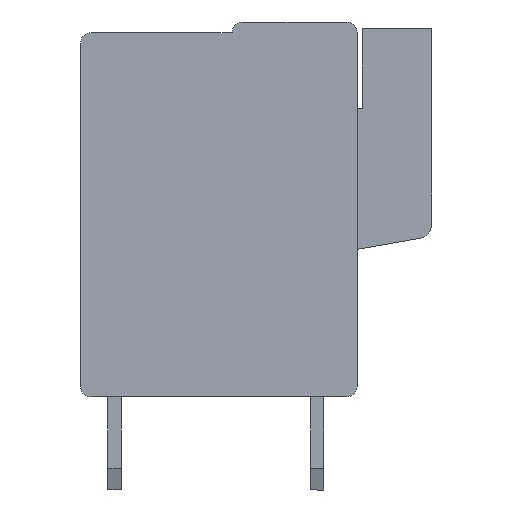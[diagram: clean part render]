
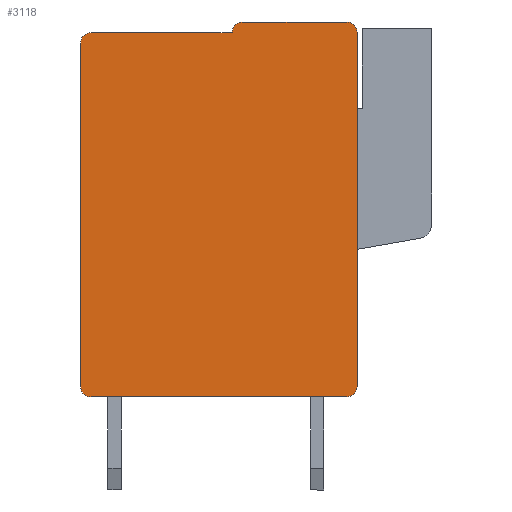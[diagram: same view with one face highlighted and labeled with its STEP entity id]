
A CAD part, left-side view. The second image highlights one B-rep face of the part: STEP entity #3118.
In plain terms, the highlighted planar face has unit normal (-1, 0, 0).
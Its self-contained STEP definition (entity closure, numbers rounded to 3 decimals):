
#62 = CARTESIAN_POINT ( 'NONE',  ( -7.62, -0.4, -6.65 ) ) ;
#406 = CARTESIAN_POINT ( 'NONE',  ( -7.62, -10., -6.65 ) ) ;
#426 = ORIENTED_EDGE ( 'NONE', *, *, #12502, .T. ) ;
#701 = CARTESIAN_POINT ( 'NONE',  ( -7.62, -10.4, 6.65 ) ) ;
#731 = LINE ( 'NONE', #12629, #4089 ) ;
#776 = ORIENTED_EDGE ( 'NONE', *, *, #5971, .T. ) ;
#893 = VECTOR ( 'NONE', #3302, 1000. ) ;
#897 = ORIENTED_EDGE ( 'NONE', *, *, #12593, .T. ) ;
#967 = LINE ( 'NONE', #9468, #16359 ) ;
#1028 = VERTEX_POINT ( 'NONE', #18153 ) ;
#1201 = CARTESIAN_POINT ( 'NONE',  ( -7.62, -6.1, 6.65 ) ) ;
#1883 = AXIS2_PLACEMENT_3D ( 'NONE', #1201, #13202, #2126 ) ;
#2126 = DIRECTION ( 'NONE',  ( 0., 1., 0. ) ) ;
#2177 = CIRCLE ( 'NONE', #3093, 0.4 ) ;
#2205 = VERTEX_POINT ( 'NONE', #16403 ) ;
#2262 = DIRECTION ( 'NONE',  ( 0., 1., 0. ) ) ;
#2439 = DIRECTION ( 'NONE',  ( -1., 0., 0. ) ) ;
#2516 = VECTOR ( 'NONE', #17384, 1000. ) ;
#3093 = AXIS2_PLACEMENT_3D ( 'NONE', #406, #15076, #3228 ) ;
#3118 = ADVANCED_FACE ( 'NONE', ( #17770 ), #7489, .T. ) ;
#3121 = CARTESIAN_POINT ( 'NONE',  ( -7.62, -0.4, -6.65 ) ) ;
#3228 = DIRECTION ( 'NONE',  ( 0., 1., 0. ) ) ;
#3302 = DIRECTION ( 'NONE',  ( 0., -1., 0. ) ) ;
#3728 = VERTEX_POINT ( 'NONE', #7253 ) ;
#4089 = VECTOR ( 'NONE', #18515, 1000. ) ;
#4174 = LINE ( 'NONE', #18829, #6475 ) ;
#4769 = ORIENTED_EDGE ( 'NONE', *, *, #17135, .T. ) ;
#5099 = ORIENTED_EDGE ( 'NONE', *, *, #9127, .T. ) ;
#5384 = EDGE_CURVE ( 'NONE', #2205, #7356, #2177, .T. ) ;
#5971 = EDGE_CURVE ( 'NONE', #18507, #13591, #731, .T. ) ;
#5988 = ORIENTED_EDGE ( 'NONE', *, *, #11268, .T. ) ;
#6023 = DIRECTION ( 'NONE',  ( 0., 1., 0. ) ) ;
#6227 = CARTESIAN_POINT ( 'NONE',  ( -7.62, -0.4, -7.05 ) ) ;
#6419 = EDGE_CURVE ( 'NONE', #7356, #16827, #6993, .T. ) ;
#6475 = VECTOR ( 'NONE', #8862, 1000. ) ;
#6993 = LINE ( 'NONE', #11295, #2516 ) ;
#7098 = AXIS2_PLACEMENT_3D ( 'NONE', #9570, #2439, #2262 ) ;
#7253 = CARTESIAN_POINT ( 'NONE',  ( -7.62, -5.7, 6.65 ) ) ;
#7298 = CARTESIAN_POINT ( 'NONE',  ( -7.62, -0.4, 6.65 ) ) ;
#7356 = VERTEX_POINT ( 'NONE', #15369 ) ;
#7489 = PLANE ( 'NONE',  #14507 ) ;
#8399 = DIRECTION ( 'NONE',  ( 0., 0., -1. ) ) ;
#8747 = CARTESIAN_POINT ( 'NONE',  ( -7.62, 0., 6.25 ) ) ;
#8862 = DIRECTION ( 'NONE',  ( 0., 1., 0. ) ) ;
#9015 = CARTESIAN_POINT ( 'NONE',  ( -7.62, -10., 6.65 ) ) ;
#9127 = EDGE_CURVE ( 'NONE', #1028, #2205, #13625, .T. ) ;
#9176 = DIRECTION ( 'NONE',  ( -1., 0., 0. ) ) ;
#9468 = CARTESIAN_POINT ( 'NONE',  ( -7.62, 0., 6.25 ) ) ;
#9570 = CARTESIAN_POINT ( 'NONE',  ( -7.62, -0.4, 6.25 ) ) ;
#9868 = VERTEX_POINT ( 'NONE', #8747 ) ;
#10283 = VERTEX_POINT ( 'NONE', #15421 ) ;
#11027 = EDGE_CURVE ( 'NONE', #10283, #1028, #12395, .T. ) ;
#11213 = VERTEX_POINT ( 'NONE', #7298 ) ;
#11268 = EDGE_CURVE ( 'NONE', #3728, #11213, #4174, .T. ) ;
#11295 = CARTESIAN_POINT ( 'NONE',  ( -7.62, -10.4, -6.65 ) ) ;
#11768 = DIRECTION ( 'NONE',  ( -1., 0., 0. ) ) ;
#12395 = CIRCLE ( 'NONE', #17648, 0.4 ) ;
#12397 = ORIENTED_EDGE ( 'NONE', *, *, #5384, .T. ) ;
#12428 = CARTESIAN_POINT ( 'NONE',  ( -7.62, -10., 7.05 ) ) ;
#12502 = EDGE_CURVE ( 'NONE', #13591, #3728, #14299, .T. ) ;
#12593 = EDGE_CURVE ( 'NONE', #16827, #18507, #12773, .T. ) ;
#12629 = CARTESIAN_POINT ( 'NONE',  ( -7.62, -10., 7.05 ) ) ;
#12773 = CIRCLE ( 'NONE', #13075, 0.4 ) ;
#13075 = AXIS2_PLACEMENT_3D ( 'NONE', #9015, #14818, #19192 ) ;
#13202 = DIRECTION ( 'NONE',  ( -1., 0., 0. ) ) ;
#13410 = ORIENTED_EDGE ( 'NONE', *, *, #17947, .T. ) ;
#13591 = VERTEX_POINT ( 'NONE', #18375 ) ;
#13625 = LINE ( 'NONE', #6227, #893 ) ;
#13634 = DIRECTION ( 'NONE',  ( 0., 1., 0. ) ) ;
#14247 = CIRCLE ( 'NONE', #7098, 0.4 ) ;
#14299 = CIRCLE ( 'NONE', #1883, 0.4 ) ;
#14507 = AXIS2_PLACEMENT_3D ( 'NONE', #62, #11768, #6023 ) ;
#14818 = DIRECTION ( 'NONE',  ( -1., 0., 0. ) ) ;
#14820 = ORIENTED_EDGE ( 'NONE', *, *, #11027, .T. ) ;
#15076 = DIRECTION ( 'NONE',  ( -1., 0., 0. ) ) ;
#15369 = CARTESIAN_POINT ( 'NONE',  ( -7.62, -10.4, -6.65 ) ) ;
#15421 = CARTESIAN_POINT ( 'NONE',  ( -7.62, 0., -6.65 ) ) ;
#16009 = EDGE_LOOP ( 'NONE', ( #14820, #5099, #12397, #16595, #897, #776, #426, #5988, #13410, #4769 ) ) ;
#16359 = VECTOR ( 'NONE', #8399, 1000. ) ;
#16403 = CARTESIAN_POINT ( 'NONE',  ( -7.62, -10., -7.05 ) ) ;
#16595 = ORIENTED_EDGE ( 'NONE', *, *, #6419, .T. ) ;
#16827 = VERTEX_POINT ( 'NONE', #701 ) ;
#17135 = EDGE_CURVE ( 'NONE', #9868, #10283, #967, .T. ) ;
#17384 = DIRECTION ( 'NONE',  ( 0., 0., 1. ) ) ;
#17648 = AXIS2_PLACEMENT_3D ( 'NONE', #3121, #9176, #13634 ) ;
#17770 = FACE_OUTER_BOUND ( 'NONE', #16009, .T. ) ;
#17947 = EDGE_CURVE ( 'NONE', #11213, #9868, #14247, .T. ) ;
#18153 = CARTESIAN_POINT ( 'NONE',  ( -7.62, -0.4, -7.05 ) ) ;
#18375 = CARTESIAN_POINT ( 'NONE',  ( -7.62, -6.1, 7.05 ) ) ;
#18507 = VERTEX_POINT ( 'NONE', #12428 ) ;
#18515 = DIRECTION ( 'NONE',  ( 0., 1., 0. ) ) ;
#18829 = CARTESIAN_POINT ( 'NONE',  ( -7.62, -5.7, 6.65 ) ) ;
#19192 = DIRECTION ( 'NONE',  ( 0., 1., 0. ) ) ;
